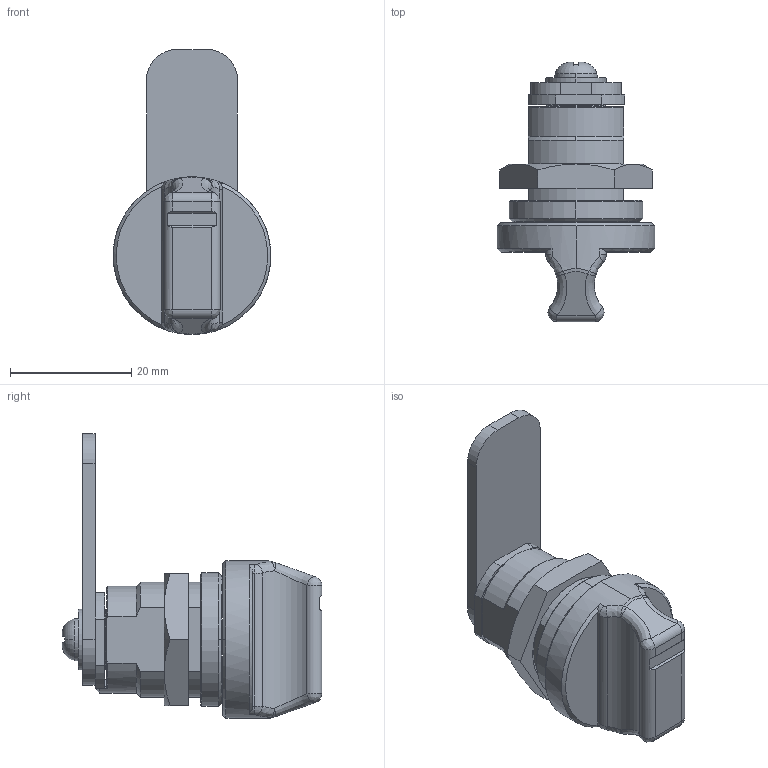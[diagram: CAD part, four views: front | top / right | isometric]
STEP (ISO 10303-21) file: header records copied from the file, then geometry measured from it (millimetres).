
FILE_DESCRIPTION (( 'STEP AP214' ), '1' );
FILE_NAME ('TL_433_1R.STEP', '2019-08-27T00:37:38', ( '' ), ( '' ), 'SwSTEP 2.0', 'SolidWorks 2015', '' );
FILE_SCHEMA (( 'AUTOMOTIVE_DESIGN' ));
Length unit declared in the file: millimetre
Products named in the file (7): _X2_6B62308191D15177_X0_; _X2_5E735EA791D1_X0_(_X2_547C3073_X0_4); _X2_53415B577A744ED8304D30BF30C330D430F3306D3058_X0_(_X2_547C3073_X0_4); _X2_516D89D230CA30C330C8_X0_(M19); _X2_89D25EA6898F523630AB30E0_X0_; _X2_672C4F53_X0_; TL_433_1R
Assembly tree (6 placements, depth 2):
  TL_433_1R
    _X2_672C4F53_X0_
    _X2_89D25EA6898F523630AB30E0_X0_
    _X2_516D89D230CA30C330C8_X0_(M19)
    _X2_53415B577A744ED8304D30BF30C330D430F3306D3058_X0_(_X2_547C3073_X0_4)
    _X2_5E735EA791D1_X0_(_X2_547C3073_X0_4)
    _X2_6B62308191D15177_X0_
Bounding box: 26 x 42.8 x 47 mm (x, y, z)
Volume: 10781.2 mm3; surface area: 7223.8 mm2
Topology: 6 solids, 6 shells, 223 faces, 552 edges, 349 vertices
Faces by surface type: plane 86, cylinder 73, bspline 37, cone 25, torus 2
Entity records: 10037 total; most frequent: CARTESIAN_POINT 2246, ORIENTED_EDGE 1104, DIRECTION 1015, EDGE_CURVE 552, AXIS2_PLACEMENT_3D 387, VERTEX_POINT 349, UNCERTAINTY_MEASURE_WITH_UNIT 242, LINE 241
